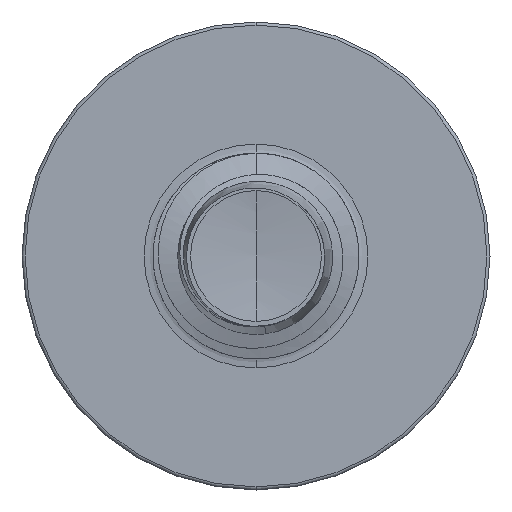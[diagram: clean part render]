
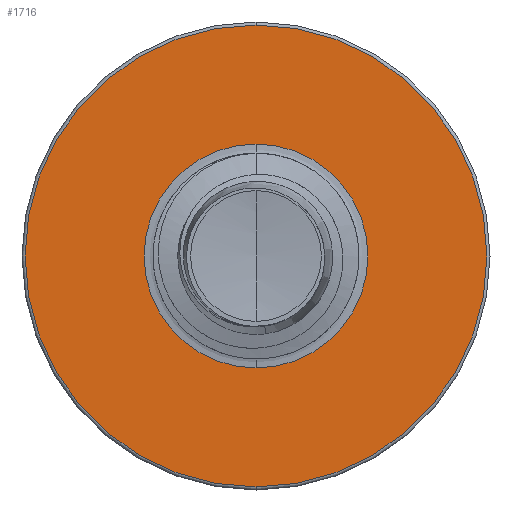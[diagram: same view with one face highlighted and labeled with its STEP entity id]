
A CAD part, front view. The second image highlights one B-rep face of the part: STEP entity #1716.
In plain terms, the highlighted planar face has unit normal (0, -1, 0).
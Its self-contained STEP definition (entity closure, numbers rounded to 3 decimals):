
#119 = DIRECTION ( 'NONE',  ( 0., 0., 1. ) ) ;
#141 = DIRECTION ( 'NONE',  ( 0., 1., 0. ) ) ;
#150 = DIRECTION ( 'NONE',  ( 0., 0., 1. ) ) ;
#171 = DIRECTION ( 'NONE',  ( 0., 1., 0. ) ) ;
#204 = CARTESIAN_POINT ( 'NONE',  ( 0., 2.5, 0. ) ) ;
#224 = CARTESIAN_POINT ( 'NONE',  ( 0., 2.5, -1.196 ) ) ;
#283 = PLANE ( 'NONE',  #7275 ) ;
#337 = DIRECTION ( 'NONE',  ( 0., 0., 1. ) ) ;
#344 = DIRECTION ( 'NONE',  ( 0., 1., 0. ) ) ;
#368 = CARTESIAN_POINT ( 'NONE',  ( 0., 2.5, 0. ) ) ;
#572 = EDGE_CURVE ( 'NONE', #8241, #3521, #7257, .T. ) ;
#1371 = DIRECTION ( 'NONE',  ( 0., 0., 1. ) ) ;
#1386 = DIRECTION ( 'NONE',  ( 0., 1., 0. ) ) ;
#1412 = CARTESIAN_POINT ( 'NONE',  ( 0., 2.5, 0. ) ) ;
#1701 = EDGE_CURVE ( 'NONE', #10992, #11849, #2686, .T. ) ;
#1716 = ADVANCED_FACE ( 'NONE', ( #11023, #9206 ), #283, .F. ) ;
#2686 = CIRCLE ( 'NONE', #11822, 1.196 ) ;
#3521 = VERTEX_POINT ( 'NONE', #4296 ) ;
#3972 = CARTESIAN_POINT ( 'NONE',  ( 0., 2.5, -1.196 ) ) ;
#4227 = CARTESIAN_POINT ( 'NONE',  ( 0., 2.5, -2.467 ) ) ;
#4296 = CARTESIAN_POINT ( 'NONE',  ( 0., 2.5, 2.467 ) ) ;
#4765 = AXIS2_PLACEMENT_3D ( 'NONE', #368, #344, #337 ) ;
#5021 = CARTESIAN_POINT ( 'NONE',  ( 0., 2.5, 0. ) ) ;
#5319 = ORIENTED_EDGE ( 'NONE', *, *, #10464, .F. ) ;
#5829 = EDGE_LOOP ( 'NONE', ( #5319, #8280 ) ) ;
#7257 = CIRCLE ( 'NONE', #12114, 2.467 ) ;
#7275 = AXIS2_PLACEMENT_3D ( 'NONE', #224, #141, #119 ) ;
#8241 = VERTEX_POINT ( 'NONE', #4227 ) ;
#8280 = ORIENTED_EDGE ( 'NONE', *, *, #572, .F. ) ;
#8812 = DIRECTION ( 'NONE',  ( 0., 0., 1. ) ) ;
#8820 = DIRECTION ( 'NONE',  ( 0., 1., 0. ) ) ;
#9206 = FACE_BOUND ( 'NONE', #11346, .T. ) ;
#10209 = EDGE_CURVE ( 'NONE', #11849, #10992, #11997, .T. ) ;
#10464 = EDGE_CURVE ( 'NONE', #3521, #8241, #11850, .T. ) ;
#10736 = ORIENTED_EDGE ( 'NONE', *, *, #1701, .T. ) ;
#10992 = VERTEX_POINT ( 'NONE', #11004 ) ;
#11004 = CARTESIAN_POINT ( 'NONE',  ( 0., 2.5, 1.196 ) ) ;
#11023 = FACE_OUTER_BOUND ( 'NONE', #5829, .T. ) ;
#11346 = EDGE_LOOP ( 'NONE', ( #10736, #11829 ) ) ;
#11799 = AXIS2_PLACEMENT_3D ( 'NONE', #1412, #1386, #1371 ) ;
#11822 = AXIS2_PLACEMENT_3D ( 'NONE', #204, #171, #150 ) ;
#11829 = ORIENTED_EDGE ( 'NONE', *, *, #10209, .T. ) ;
#11849 = VERTEX_POINT ( 'NONE', #3972 ) ;
#11850 = CIRCLE ( 'NONE', #4765, 2.467 ) ;
#11997 = CIRCLE ( 'NONE', #11799, 1.196 ) ;
#12114 = AXIS2_PLACEMENT_3D ( 'NONE', #5021, #8820, #8812 ) ;
